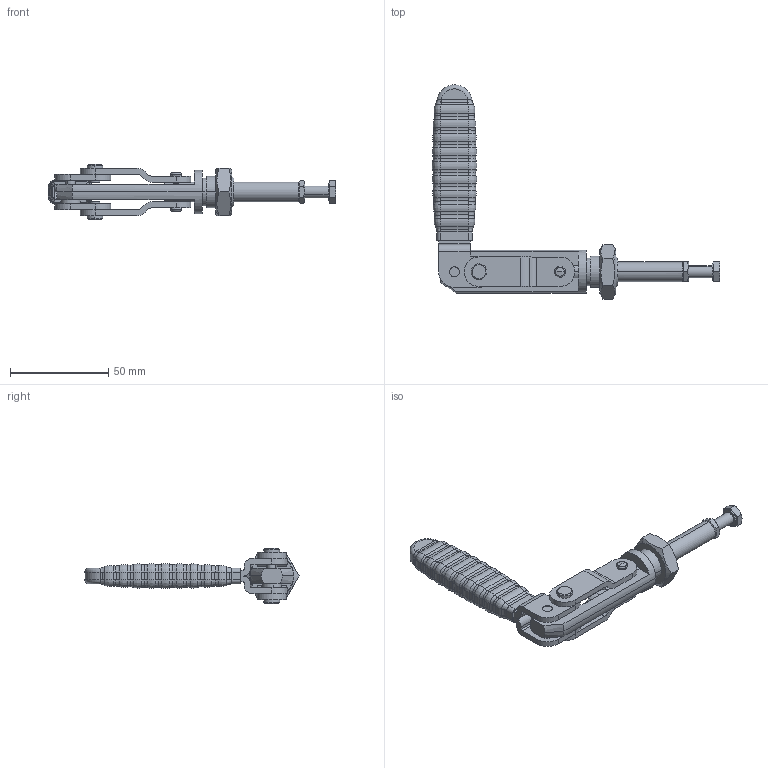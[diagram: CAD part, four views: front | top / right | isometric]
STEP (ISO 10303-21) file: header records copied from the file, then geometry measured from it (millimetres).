
FILE_DESCRIPTION((''),'2;1');
FILE_NAME('CP44.stp','2009-10-27T15:34:11',('David'),(''),'Autodesk Inventor 8','Autodesk Inventor 8','');
FILE_SCHEMA(('AUTOMOTIVE_DESIGN { 1 0 10303 214 1 1 1 1 }'));
Length unit declared in the file: millimetre
Products named in the file (8): CP44; CP44 BODY; CP44 HANDLE ASSEMBLY; CP44 LINK ASSEMBLY; CP25 PLUNGER; ISO 8675  (Fine Thread) M16 x 1; ISO 4035 - M6; ISO 4017  (Regular Thread) M6 x 25
Assembly tree (7 placements, depth 2):
  CP44
    CP44 BODY
    CP44 HANDLE ASSEMBLY
    CP44 LINK ASSEMBLY
    CP25 PLUNGER
    ISO 8675  (Fine Thread) M16 x 1
    ISO 4035 - M6
    ISO 4017  (Regular Thread) M6 x 25
Bounding box: 146.39 x 108.84 x 28 mm (x, y, z)
Volume: 45419.8 mm3; surface area: 24205.8 mm2
Topology: 7 solids, 7 shells, 553 faces, 1471 edges, 892 vertices
Faces by surface type: cylinder 191, plane 158, bspline 144, cone 48, torus 10, sphere 2
Entity records: 20871 total; most frequent: CARTESIAN_POINT 7011, DIRECTION 3012, ORIENTED_EDGE 2922, EDGE_CURVE 1461, AXIS2_PLACEMENT_3D 1199, VERTEX_POINT 892, CIRCLE 775, VECTOR 614
